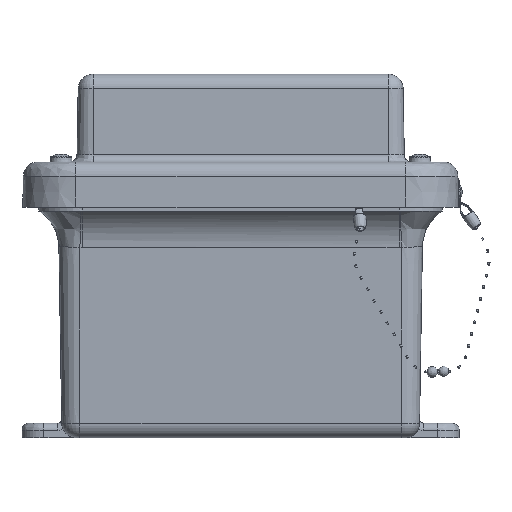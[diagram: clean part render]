
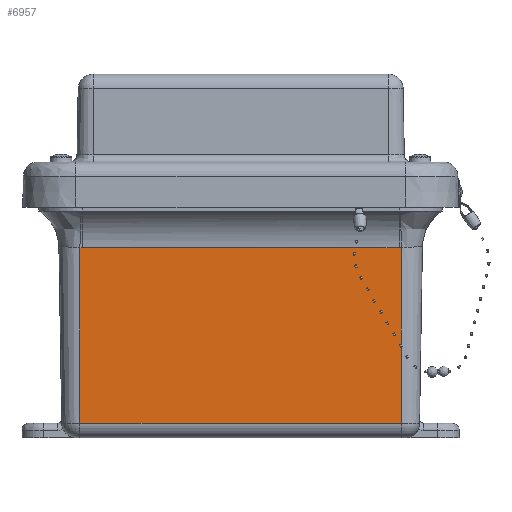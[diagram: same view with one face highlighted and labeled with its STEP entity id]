
A CAD part, left-side view. The second image highlights one B-rep face of the part: STEP entity #6957.
In plain terms, the highlighted planar face has unit normal (-1, 0, -0.016).
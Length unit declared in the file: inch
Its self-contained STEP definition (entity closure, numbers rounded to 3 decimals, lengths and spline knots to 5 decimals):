
#793 = DIRECTION ( 'NONE',  ( 0.016, 0., -1. ) ) ;
#1414 = CARTESIAN_POINT ( 'NONE',  ( -2.11742, 2.74735, -0.00196 ) ) ;
#2905 = EDGE_CURVE ( 'NONE', #46333, #11807, #32355, .T. ) ;
#3318 = CARTESIAN_POINT ( 'NONE',  ( -2.09733, 2.73404, -1.25189 ) ) ;
#5487 = ORIENTED_EDGE ( 'NONE', *, *, #46144, .T. ) ;
#5586 = CARTESIAN_POINT ( 'NONE',  ( -2.09733, 2.70741, -1.25204 ) ) ;
#6957 = ADVANCED_FACE ( 'NONE', ( #11665 ), #41510, .T. ) ;
#7623 = VECTOR ( 'NONE', #41106, 39.37008 ) ;
#7819 = EDGE_CURVE ( 'NONE', #21176, #41219, #22326, .T. ) ;
#8813 = VECTOR ( 'NONE', #23588, 39.37008 ) ;
#9010 = CARTESIAN_POINT ( 'NONE',  ( -2.04909, 2.74735, -4.25402 ) ) ;
#9702 = CARTESIAN_POINT ( 'NONE',  ( -2.09734, -2.74735, -1.2516 ) ) ;
#11585 = VERTEX_POINT ( 'NONE', #5586 ) ;
#11665 = FACE_OUTER_BOUND ( 'NONE', #39749, .T. ) ;
#11807 = VERTEX_POINT ( 'NONE', #22000 ) ;
#12779 = B_SPLINE_CURVE_WITH_KNOTS ( 'NONE', 3,
 ( #17679, #17523, #24882, #32358 ),
 .UNSPECIFIED., .F., .F.,
 ( 4, 4 ),
 ( 0., 1. ),
 .UNSPECIFIED. ) ;
#12855 = ORIENTED_EDGE ( 'NONE', *, *, #39867, .F. ) ;
#16843 = DIRECTION ( 'NONE',  ( 0., 1., 0. ) ) ;
#17151 = ORIENTED_EDGE ( 'NONE', *, *, #43004, .F. ) ;
#17523 = CARTESIAN_POINT ( 'NONE',  ( -2.09733, -2.72072, -1.25204 ) ) ;
#17679 = CARTESIAN_POINT ( 'NONE',  ( -2.09733, -2.70741, -1.25204 ) ) ;
#18988 = CARTESIAN_POINT ( 'NONE',  ( -2.09733, -2.70741, -1.25204 ) ) ;
#19253 = VERTEX_POINT ( 'NONE', #18988 ) ;
#19471 = CARTESIAN_POINT ( 'NONE',  ( -2.04514, 2.74735, -4.5 ) ) ;
#20455 = AXIS2_PLACEMENT_3D ( 'NONE', #1414, #30833, #793 ) ;
#21176 = VERTEX_POINT ( 'NONE', #34126 ) ;
#22000 = CARTESIAN_POINT ( 'NONE',  ( -2.09734, 2.74735, -1.2516 ) ) ;
#22326 = LINE ( 'NONE', #47747, #37952 ) ;
#23588 = DIRECTION ( 'NONE',  ( 0., 1., 0. ) ) ;
#24882 = CARTESIAN_POINT ( 'NONE',  ( -2.09733, -2.73403, -1.25189 ) ) ;
#25431 = CARTESIAN_POINT ( 'NONE',  ( -2.09733, 2.72073, -1.25204 ) ) ;
#25773 = CARTESIAN_POINT ( 'NONE',  ( -2.09734, 2.74735, -1.2516 ) ) ;
#30833 = DIRECTION ( 'NONE',  ( -1., 0., -0.016 ) ) ;
#31260 = LINE ( 'NONE', #44484, #8813 ) ;
#31446 = LINE ( 'NONE', #32606, #40082 ) ;
#32355 = LINE ( 'NONE', #19471, #7623 ) ;
#32358 = CARTESIAN_POINT ( 'NONE',  ( -2.09734, -2.74735, -1.2516 ) ) ;
#32606 = CARTESIAN_POINT ( 'NONE',  ( -2.04909, 0., -4.25402 ) ) ;
#32898 = CARTESIAN_POINT ( 'NONE',  ( -2.09733, 2.70741, -1.25204 ) ) ;
#34126 = CARTESIAN_POINT ( 'NONE',  ( -2.04909, -2.74735, -4.25402 ) ) ;
#36481 = B_SPLINE_CURVE_WITH_KNOTS ( 'NONE', 3,
 ( #25773, #3318, #25431, #32898 ),
 .UNSPECIFIED., .F., .F.,
 ( 4, 4 ),
 ( 0., 1. ),
 .UNSPECIFIED. ) ;
#37331 = EDGE_CURVE ( 'NONE', #11807, #11585, #36481, .T. ) ;
#37952 = VECTOR ( 'NONE', #43990, 39.37008 ) ;
#39749 = EDGE_LOOP ( 'NONE', ( #17151, #39928, #12855, #5487, #40979, #43913 ) ) ;
#39867 = EDGE_CURVE ( 'NONE', #19253, #41219, #12779, .T. ) ;
#39928 = ORIENTED_EDGE ( 'NONE', *, *, #7819, .T. ) ;
#40082 = VECTOR ( 'NONE', #16843, 39.37008 ) ;
#40979 = ORIENTED_EDGE ( 'NONE', *, *, #37331, .F. ) ;
#41106 = DIRECTION ( 'NONE',  ( -0.016, 0., 1. ) ) ;
#41219 = VERTEX_POINT ( 'NONE', #9702 ) ;
#41510 = PLANE ( 'NONE',  #20455 ) ;
#43004 = EDGE_CURVE ( 'NONE', #21176, #46333, #31446, .T. ) ;
#43913 = ORIENTED_EDGE ( 'NONE', *, *, #2905, .F. ) ;
#43990 = DIRECTION ( 'NONE',  ( -0.016, 0., 1. ) ) ;
#44484 = CARTESIAN_POINT ( 'NONE',  ( -2.09733, 2.74735, -1.25204 ) ) ;
#46144 = EDGE_CURVE ( 'NONE', #19253, #11585, #31260, .T. ) ;
#46333 = VERTEX_POINT ( 'NONE', #9010 ) ;
#47747 = CARTESIAN_POINT ( 'NONE',  ( -2.11742, -2.74735, -0.00196 ) ) ;
